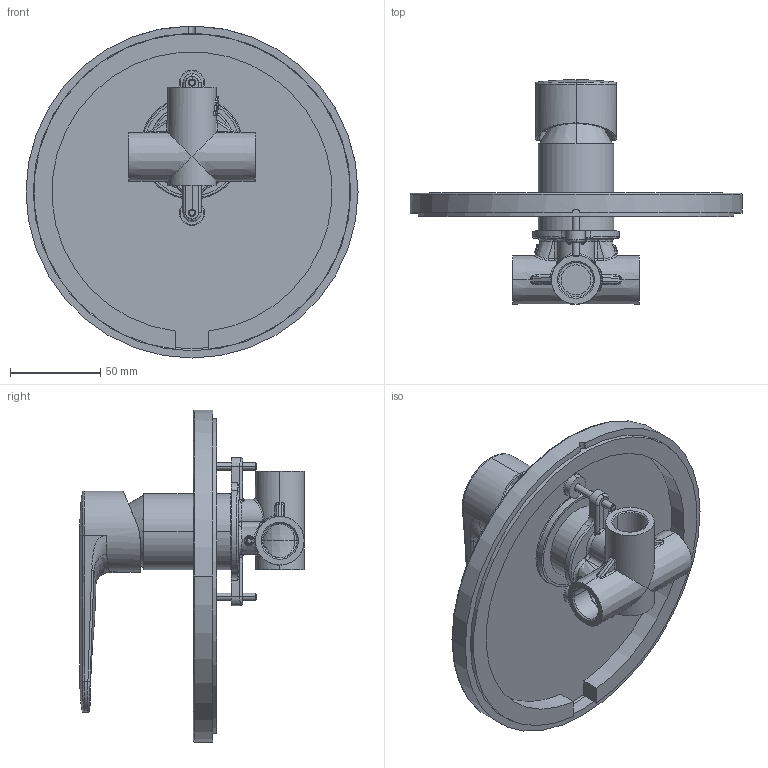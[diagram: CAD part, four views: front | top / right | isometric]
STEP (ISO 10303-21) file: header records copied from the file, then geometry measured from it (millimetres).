
FILE_DESCRIPTION((''),'2;1');
FILE_NAME('FFASB222-709500BC0_ASM','2018-08-24T',('10114231'),(''),'CREO PARAMETRIC BY PTC INC, 2014440','CREO PARAMETRIC BY PTC INC, 2014440','');
FILE_SCHEMA(('CONFIG_CONTROL_DESIGN'));
Products named in the file (19): INWALL_SHOWER; 605773; 158B950189_BODY; 158B950189_PIVOT; 158B950189_WASHER; 158B950189_ASM; 1580665099; HIGH_E_LC_-_HANDLE7; 158A917376; A907112; NEO-MODERN_HANDLE_ASM_ASM; 1585432450-1; 1580781999-2; 1580806050_ASM; 1581839699; 607676; 1581190299; 1580727050_C1; FFASB222-709500BC0_ASM
Assembly tree (21 placements, depth 4):
  FFASB222-709500BC0_ASM
    INWALL_SHOWER
    605773
    NEO-MODERN_HANDLE_ASM_ASM
      158B950189_ASM
        158B950189_BODY
        158B950189_PIVOT
        158B950189_WASHER  x2
      1580665099
      HIGH_E_LC_-_HANDLE7
      158A917376
      A907112
    1580806050_ASM
      1585432450-1
      1580781999-2
    1581839699  x2
    607676  x2
    1581190299
    1580727050_C1
Bounding box: 183.6 x 124.2 x 183.6 mm (x, y, z)
Volume: 290320.2 mm3; surface area: 164570.6 mm2
Topology: 19 solids, 19 shells, 1227 faces, 2867 edges, 1707 vertices
Faces by surface type: bspline 332, plane 329, cylinder 320, torus 112, cone 78, sphere 42, extrusion 14
Entity records: 52457 total; most frequent: CARTESIAN_POINT 28083, ORIENTED_EDGE 5334, DIRECTION 4548, EDGE_CURVE 2667, AXIS2_PLACEMENT_3D 1827, VERTEX_POINT 1589, EDGE_LOOP 1224, FACE_OUTER_BOUND 1149
